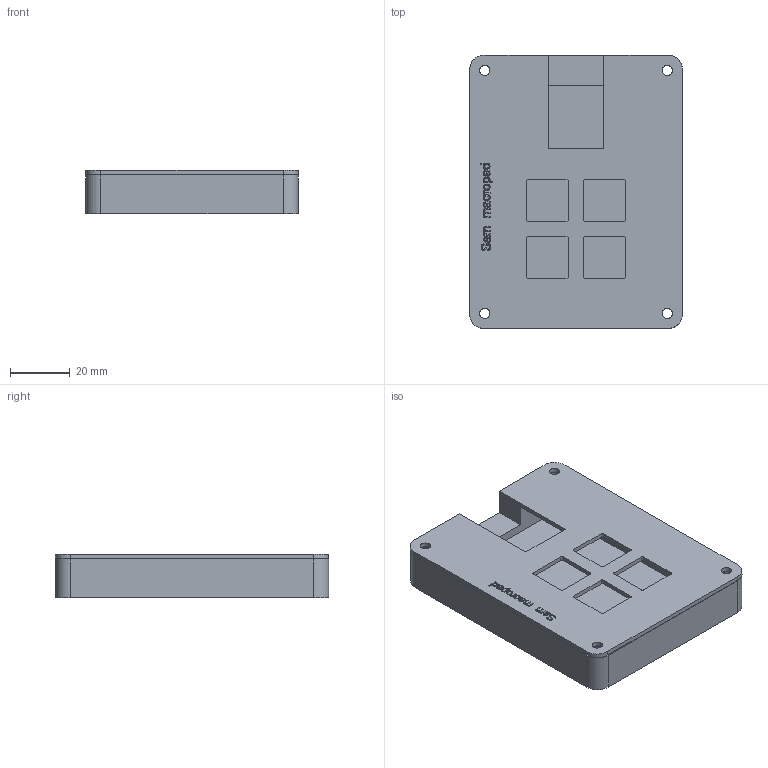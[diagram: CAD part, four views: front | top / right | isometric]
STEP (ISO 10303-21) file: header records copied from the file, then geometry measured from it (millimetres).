
FILE_DESCRIPTION(/* description */ (''),/* implementation_level */ '2;1');
FILE_NAME(/* name */ 'Untitled.step',/* time_stamp */ '2026-01-21T22:08:20+05:30',/* author */ (''),/* organization */ (''),/* preprocessor_version */ 'ST-DEVELOPER v20.1',/* originating_system */ 'Autodesk Translation Framework v14.21.0.0',/* authorisation */ '');
FILE_SCHEMA (('AUTOMOTIVE_DESIGN { 1 0 10303 214 3 1 1 }'));
Length unit declared in the file: millimetre
Products named in the file (3): 2026-01-21-21-56-21-445; 2026-01-20-20-28-23-994; 2026-01-20-23-16-05-865
Assembly tree (2 placements, depth 2):
  2026-01-21-21-56-21-445
    2026-01-20-20-28-23-994
    2026-01-20-23-16-05-865
Bounding box: 71.07 x 91.34 x 14.6 mm (x, y, z)
Volume: 53165.1 mm3; surface area: 31211.1 mm2
Topology: 8 solids, 8 shells, 388 faces, 1104 edges, 736 vertices
Faces by surface type: bspline 246, plane 110, cylinder 32
Full cylindrical faces by diameter (mm): 3.4 x8, 6 x4
Entity records: 15147 total; most frequent: CARTESIAN_POINT 6535, ORIENTED_EDGE 2208, EDGE_CURVE 1104, DIRECTION 962, VERTEX_POINT 736, LINE 540, VECTOR 540, B_SPLINE_CURVE_WITH_KNOTS 500
